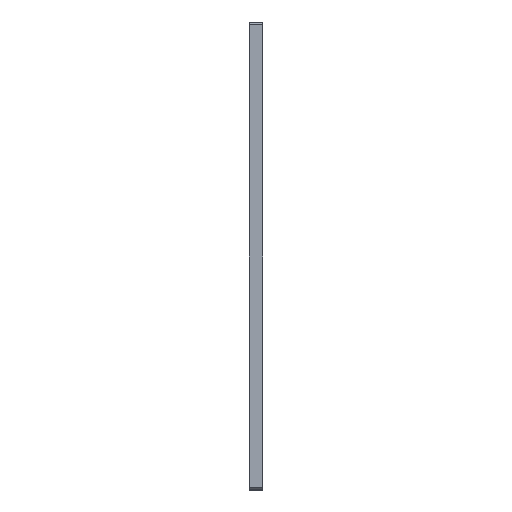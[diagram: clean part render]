
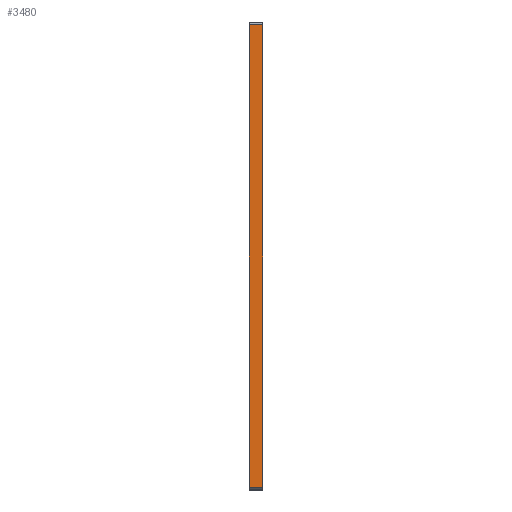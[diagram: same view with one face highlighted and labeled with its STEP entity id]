
A CAD part, left-side view. The second image highlights one B-rep face of the part: STEP entity #3480.
In plain terms, the highlighted planar face has unit normal (-1, 0, 0).
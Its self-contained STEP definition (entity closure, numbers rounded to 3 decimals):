
#135 = CARTESIAN_POINT ( 'NONE',  ( -340., 10., -168. ) ) ;
#174 = VECTOR ( 'NONE', #2366, 1000. ) ;
#430 = FACE_OUTER_BOUND ( 'NONE', #996, .T. ) ;
#440 = CARTESIAN_POINT ( 'NONE',  ( -340., 10., 168. ) ) ;
#473 = DIRECTION ( 'NONE',  ( 0., 0., -1. ) ) ;
#476 = VERTEX_POINT ( 'NONE', #135 ) ;
#703 = LINE ( 'NONE', #440, #1220 ) ;
#829 = DIRECTION ( 'NONE',  ( 0., -1., 0. ) ) ;
#996 = EDGE_LOOP ( 'NONE', ( #2416, #2090, #2762, #4204 ) ) ;
#1155 = VECTOR ( 'NONE', #829, 1000. ) ;
#1220 = VECTOR ( 'NONE', #2015, 1000. ) ;
#1371 = CARTESIAN_POINT ( 'NONE',  ( -340., 10., -170. ) ) ;
#1626 = LINE ( 'NONE', #2922, #3673 ) ;
#1666 = DIRECTION ( 'NONE',  ( 0., 0., 1. ) ) ;
#1714 = VERTEX_POINT ( 'NONE', #2414 ) ;
#1752 = EDGE_CURVE ( 'NONE', #1714, #2913, #703, .T. ) ;
#1910 = CARTESIAN_POINT ( 'NONE',  ( -340., 10., 168. ) ) ;
#2015 = DIRECTION ( 'NONE',  ( 0., 1., 0. ) ) ;
#2090 = ORIENTED_EDGE ( 'NONE', *, *, #1752, .T. ) ;
#2366 = DIRECTION ( 'NONE',  ( 0., 0., 1. ) ) ;
#2413 = CARTESIAN_POINT ( 'NONE',  ( -340., 10., -168. ) ) ;
#2414 = CARTESIAN_POINT ( 'NONE',  ( -340., 0., 168. ) ) ;
#2416 = ORIENTED_EDGE ( 'NONE', *, *, #3860, .T. ) ;
#2440 = LINE ( 'NONE', #2413, #1155 ) ;
#2505 = EDGE_CURVE ( 'NONE', #476, #2953, #2440, .T. ) ;
#2762 = ORIENTED_EDGE ( 'NONE', *, *, #3290, .F. ) ;
#2790 = PLANE ( 'NONE',  #3123 ) ;
#2913 = VERTEX_POINT ( 'NONE', #1910 ) ;
#2922 = CARTESIAN_POINT ( 'NONE',  ( -340., 0., -170. ) ) ;
#2942 = LINE ( 'NONE', #1371, #174 ) ;
#2953 = VERTEX_POINT ( 'NONE', #3296 ) ;
#3123 = AXIS2_PLACEMENT_3D ( 'NONE', #3411, #4086, #473 ) ;
#3290 = EDGE_CURVE ( 'NONE', #476, #2913, #2942, .T. ) ;
#3296 = CARTESIAN_POINT ( 'NONE',  ( -340., 0., -168. ) ) ;
#3411 = CARTESIAN_POINT ( 'NONE',  ( -340., 10., -170. ) ) ;
#3480 = ADVANCED_FACE ( 'NONE', ( #430 ), #2790, .F. ) ;
#3673 = VECTOR ( 'NONE', #1666, 1000. ) ;
#3860 = EDGE_CURVE ( 'NONE', #2953, #1714, #1626, .T. ) ;
#4086 = DIRECTION ( 'NONE',  ( 1., 0., 0. ) ) ;
#4204 = ORIENTED_EDGE ( 'NONE', *, *, #2505, .T. ) ;
